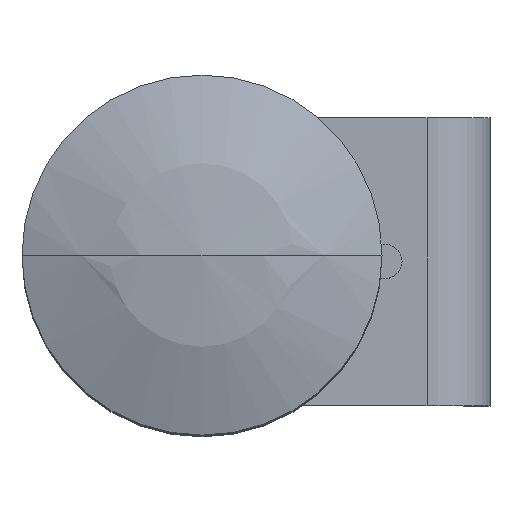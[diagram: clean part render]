
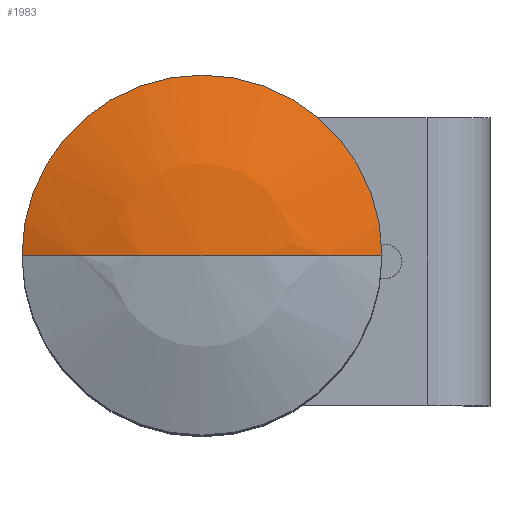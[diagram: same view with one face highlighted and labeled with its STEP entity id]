
A CAD part, top view. The second image highlights one B-rep face of the part: STEP entity #1983.
In plain terms, the highlighted spherical face has radius 52 mm.
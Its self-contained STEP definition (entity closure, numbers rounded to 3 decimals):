
#1949=CARTESIAN_POINT('POINT2843',(0.,0.,
   413.5));
#1950=VERTEX_POINT('VERTEX2843',#1949);
#1951=CARTESIAN_POINT('POINT2844',(-20.,0.,
   409.5));
#1952=VERTEX_POINT('VERTEX2844',#1951);
#1953=CARTESIAN_POINT('POS4819',(0.,
   0.,361.5));
#1954=DIRECTION('DIR7247',(0.,-1.,0.));
#1955=DIRECTION('DIR7248',(0.,0.,1.));
#1956=AXIS2_PLACEMENT_3D('AXIS2429',#1953,#1954,#1955);
#1957=CIRCLE('ELLIPSE1042',#1956,52.);
#1958=EDGE_CURVE('EDGE4345',#1950,#1952,#1957,.T.);
#1959=ORIENTED_EDGE('COEDGE8707',*,*,#1958,.F.);
#1960=CARTESIAN_POINT('POINT2845',(20.,0.,
   409.5));
#1961=VERTEX_POINT('VERTEX2845',#1960);
#1962=CARTESIAN_POINT('POS4820',(0.,
   0.,361.5));
#1963=DIRECTION('DIR7249',(0.,-1.,0.));
#1964=DIRECTION('DIR7250',(0.,0.,1.));
#1965=AXIS2_PLACEMENT_3D('AXIS2430',#1962,#1963,#1964);
#1966=CIRCLE('ELLIPSE1043',#1965,52.);
#1967=EDGE_CURVE('EDGE4346',#1961,#1950,#1966,.T.);
#1968=ORIENTED_EDGE('COEDGE8708',*,*,#1967,.F.);
#1969=CARTESIAN_POINT('POS4821',(0.,0.,409.5));
#1970=DIRECTION('DIR7251',(0.,0.,-1.));
#1971=DIRECTION('DIR7252',(1.,0.,0.));
#1972=AXIS2_PLACEMENT_3D('AXIS2431',#1969,#1970,#1971);
#1973=CIRCLE('ELLIPSE1044',#1972,20.);
#1974=EDGE_CURVE('EDGE4347',#1952,#1961,#1973,.T.);
#1975=ORIENTED_EDGE('COEDGE8709',*,*,#1974,.F.);
#1976=EDGE_LOOP('NONE',(#1959,#1968,#1975));
#1977=FACE_BOUND('LOOP1',#1976,.T.);
#1978=CARTESIAN_POINT('POS4822',(0.,
   0.,361.5));
#1979=DIRECTION('DIR7253',(0.,0.,1.));
#1980=DIRECTION('DIR7254',(1.,0.,0.));
#1981=AXIS2_PLACEMENT_3D('AXIS2432',#1978,#1979,#1980);
#1982=SPHERICAL_SURFACE('SPHERE_SURF17',#1981,52.);
#1983=ADVANCED_FACE('FACE1895',(#1977),#1982,.T.);
